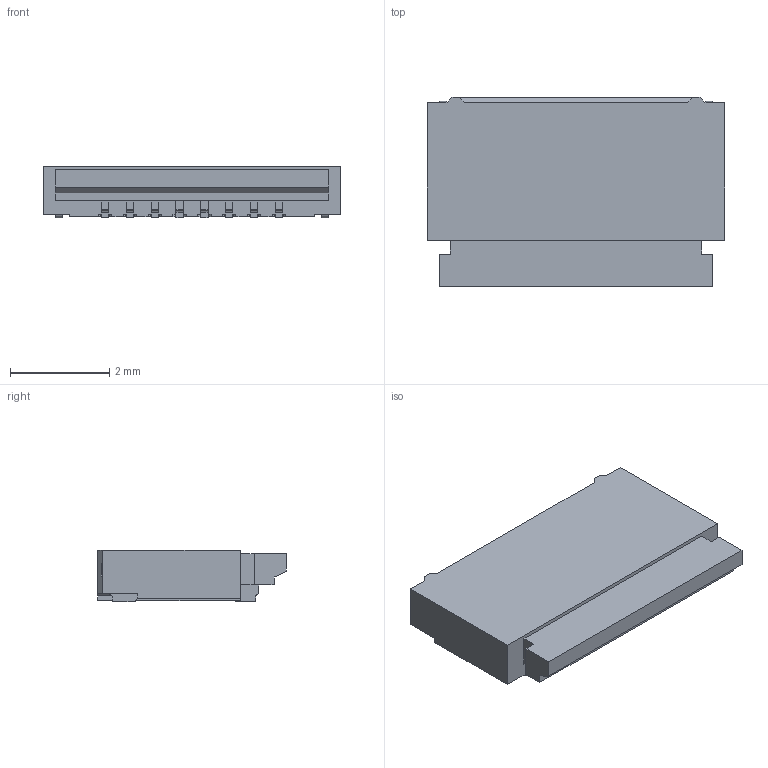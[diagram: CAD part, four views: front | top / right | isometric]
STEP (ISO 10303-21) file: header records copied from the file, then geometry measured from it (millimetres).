
FILE_DESCRIPTION(('CoCreate Modeling STEP Export'),'2;1');
FILE_NAME('0.5-16-8P.stp','2014-11-26T 9:51:29',(''),(''),'CoCreate Modeling STEP processor for AP214 (Solid Model)','CoCreate Modeling 16.00 13-May-2008 (C) Parametric Technology GmbH','');
FILE_SCHEMA(('AUTOMOTIVE_DESIGN { 1 0 10303 214 1 1 1 1 }'));
Length unit declared in the file: millimetre
Products named in the file (2): 0.5-16-08P
Assembly tree (1 placements, depth 2):
  0.5-16-08P
    0.5-16-08P
Bounding box: 6 x 3.81 x 1.04 mm (x, y, z)
Volume: 17.5 mm3; surface area: 81.4 mm2
Topology: 1 solids, 1 shells, 370 faces, 1086 edges, 720 vertices
Faces by surface type: plane 308, cylinder 62
Entity records: 11642 total; most frequent: ORIENTED_EDGE 2172, CARTESIAN_POINT 2057, DIRECTION 1760, EDGE_CURVE 1086, VECTOR 914, LINE 914, VERTEX_POINT 720, AXIS2_PLACEMENT_3D 423
